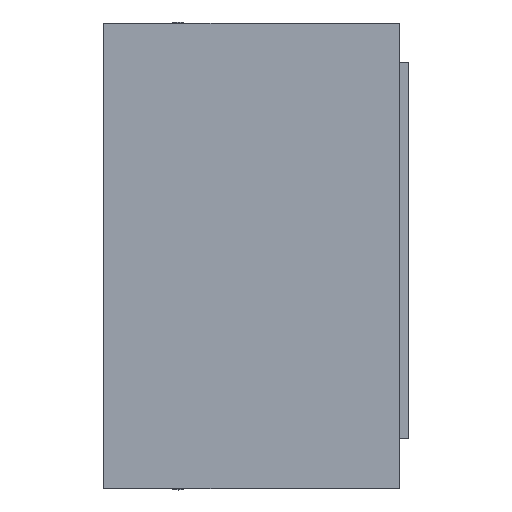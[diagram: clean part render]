
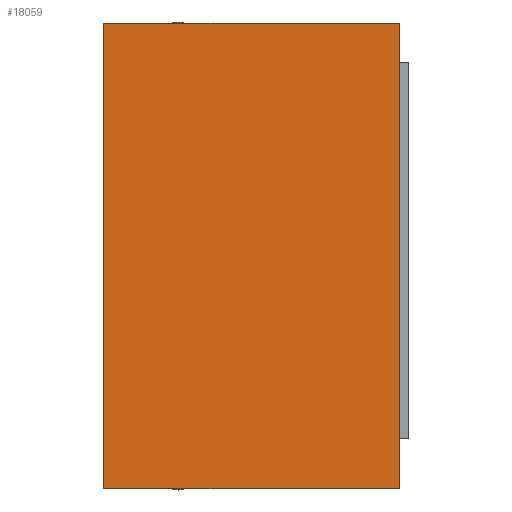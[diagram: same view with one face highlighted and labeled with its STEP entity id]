
A CAD part, top view. The second image highlights one B-rep face of the part: STEP entity #18059.
In plain terms, the highlighted planar face has unit normal (0, 0, 1).
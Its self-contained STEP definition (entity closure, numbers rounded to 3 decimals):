
#17077=CARTESIAN_POINT('',(2.165,9.05,5.35));
#17078=VERTEX_POINT('',#17077);
#17085=CARTESIAN_POINT('',(2.165,-9.05,5.35));
#17086=VERTEX_POINT('',#17085);
#17087=CARTESIAN_POINT('',(2.165,9.05,5.35));
#17088=DIRECTION('',(0.0,-1.0,0.0));
#17089=VECTOR('',#17088,18.1);
#17090=LINE('',#17087,#17089);
#17091=EDGE_CURVE('',#17078,#17086,#17090,.T.);
#17229=CARTESIAN_POINT('',(-9.335,9.05,5.35));
#17230=VERTEX_POINT('',#17229);
#17237=CARTESIAN_POINT('',(2.165,9.05,5.35));
#17238=DIRECTION('',(-1.0,0.0,0.0));
#17239=VECTOR('',#17238,11.5);
#17240=LINE('',#17237,#17239);
#17241=EDGE_CURVE('',#17078,#17230,#17240,.T.);
#17733=CARTESIAN_POINT('',(-9.335,-9.05,5.35));
#17734=VERTEX_POINT('',#17733);
#17735=CARTESIAN_POINT('',(2.165,-9.05,5.35));
#17736=DIRECTION('',(-1.0,0.0,0.0));
#17737=VECTOR('',#17736,11.5);
#17738=LINE('',#17735,#17737);
#17739=EDGE_CURVE('',#17086,#17734,#17738,.T.);
#17843=CARTESIAN_POINT('',(-9.335,9.05,5.35));
#17844=DIRECTION('',(0.0,-1.0,0.0));
#17845=VECTOR('',#17844,18.1);
#17846=LINE('',#17843,#17845);
#17847=EDGE_CURVE('',#17230,#17734,#17846,.T.);
#18048=CARTESIAN_POINT('',(2.74,9.955,5.35));
#18049=DIRECTION('',(0.0,0.0,1.0));
#18050=DIRECTION('',(-1.0,0.0,0.0));
#18051=AXIS2_PLACEMENT_3D('',#18048,#18049,#18050);
#18052=PLANE('',#18051);
#18053=ORIENTED_EDGE('',*,*,#17847,.T.);
#18054=ORIENTED_EDGE('',*,*,#17739,.F.);
#18055=ORIENTED_EDGE('',*,*,#17091,.F.);
#18056=ORIENTED_EDGE('',*,*,#17241,.T.);
#18057=EDGE_LOOP('',(#18053,#18054,#18055,#18056));
#18058=FACE_OUTER_BOUND('',#18057,.T.);
#18059=ADVANCED_FACE('',(#18058),#18052,.T.);
